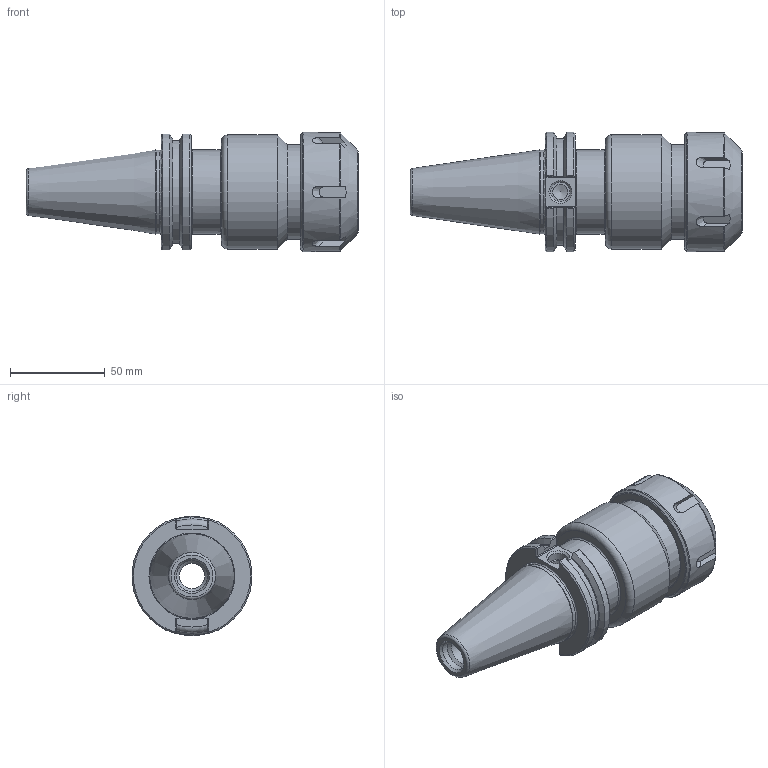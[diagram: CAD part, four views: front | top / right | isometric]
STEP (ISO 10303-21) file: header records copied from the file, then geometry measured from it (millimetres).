
FILE_DESCRIPTION((''),'2;1');
FILE_NAME('C40-40ER422CN.stp','2014-07-28T14:55:36',('kaykin'),(''),'Autodesk Inventor 2012','Autodesk Inventor 2012','');
FILE_SCHEMA(('AUTOMOTIVE_DESIGN { 1 0 10303 214 1 1 1 1 }'));
Length unit declared in the file: inch
Products named in the file (3): C40-40ER422CN; C40-40ER4-1; 40ERCN
Assembly tree (2 placements, depth 2):
  C40-40ER422CN
    C40-40ER4-1
    40ERCN
Bounding box: 175.45 x 63.26 x 62.98 mm (x, y, z)
Volume: 218554.8 mm3; surface area: 56044.9 mm2
Topology: 2 solids, 2 shells, 143 faces, 355 edges, 225 vertices
Faces by surface type: plane 59, cylinder 36, cone 24, torus 18, bspline 6
Full cylindrical faces by diameter (mm): 8.001 x1, 10.135 x1, 13.386 x1, 16.459 x1, 26.848 x1, 30.988 x1, 33.338 x2, 36.513 x1, 38.1 x1, 41.148 x1, 43.942 x1, 44.45 x1, 48.666 x1, 50 x1, 50.292 x1, 60.325 x1, 62.979 x1
Entity records: 4401 total; most frequent: CARTESIAN_POINT 1164, DIRECTION 622, ORIENTED_EDGE 602, EDGE_CURVE 301, AXIS2_PLACEMENT_3D 255, VERTEX_POINT 217, EDGE_LOOP 202, FACE_OUTER_BOUND 143
